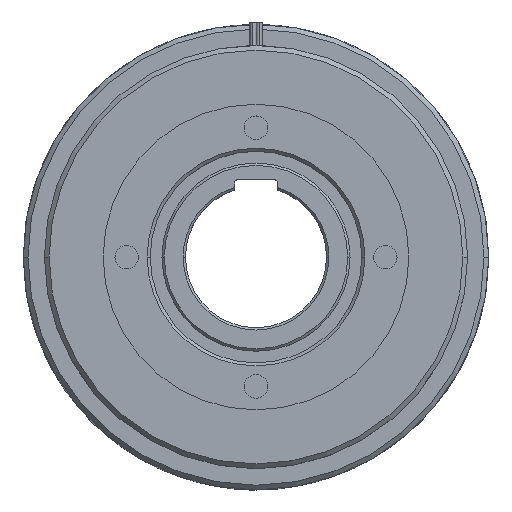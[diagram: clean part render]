
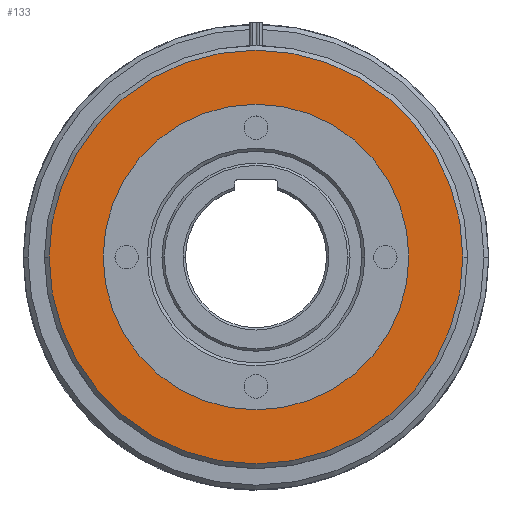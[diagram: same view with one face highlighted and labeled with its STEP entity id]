
A CAD part, top view. The second image highlights one B-rep face of the part: STEP entity #133.
In plain terms, the highlighted planar face has unit normal (0, 0, 1).
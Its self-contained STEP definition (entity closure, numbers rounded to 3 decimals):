
#43 = EDGE_CURVE ( 'NONE', #47, #48, #618, .T. ) ;
#46 = VERTEX_POINT ( 'NONE', #627 ) ;
#47 = VERTEX_POINT ( 'NONE', #646 ) ;
#48 = VERTEX_POINT ( 'NONE', #645 ) ;
#57 = EDGE_CURVE ( 'NONE', #46, #58, #630, .T. ) ;
#58 = VERTEX_POINT ( 'NONE', #648 ) ;
#133 = ADVANCED_FACE ( 'NONE', ( #807, #790 ), #824, .T. ) ;
#134 = EDGE_CURVE ( 'NONE', #58, #46, #802, .T. ) ;
#135 = ORIENTED_EDGE ( 'NONE', *, *, #57, .T. ) ;
#136 = ORIENTED_EDGE ( 'NONE', *, *, #43, .F. ) ;
#137 = ORIENTED_EDGE ( 'NONE', *, *, #138, .F. ) ;
#138 = EDGE_CURVE ( 'NONE', #48, #47, #799, .T. ) ;
#234 = EDGE_LOOP ( 'NONE', ( #136, #137 ) ) ;
#245 = ORIENTED_EDGE ( 'NONE', *, *, #134, .T. ) ;
#246 = EDGE_LOOP ( 'NONE', ( #245, #135 ) ) ;
#596 = DIRECTION ( 'NONE',  ( 1., 0., 0. ) ) ;
#605 = DIRECTION ( 'NONE',  ( 0., 0., 1. ) ) ;
#616 = CARTESIAN_POINT ( 'NONE',  ( 0., 0., 40. ) ) ;
#617 = AXIS2_PLACEMENT_3D ( 'NONE', #616, #605, #596 ) ;
#618 = CIRCLE ( 'NONE', #617, 65. ) ;
#627 = CARTESIAN_POINT ( 'NONE',  ( 88., 0., 40. ) ) ;
#630 = CIRCLE ( 'NONE', #652, 88. ) ;
#645 = CARTESIAN_POINT ( 'NONE',  ( -65., 0., 40. ) ) ;
#646 = CARTESIAN_POINT ( 'NONE',  ( 65., 0., 40. ) ) ;
#648 = CARTESIAN_POINT ( 'NONE',  ( -88., 0., 40. ) ) ;
#649 = DIRECTION ( 'NONE',  ( 1., 0., 0. ) ) ;
#650 = DIRECTION ( 'NONE',  ( 0., 0., 1. ) ) ;
#651 = CARTESIAN_POINT ( 'NONE',  ( 0., 0., 40. ) ) ;
#652 = AXIS2_PLACEMENT_3D ( 'NONE', #651, #650, #649 ) ;
#790 = FACE_BOUND ( 'NONE', #234, .T. ) ;
#791 = DIRECTION ( 'NONE',  ( 1., 0., 0. ) ) ;
#792 = DIRECTION ( 'NONE',  ( 0., 0., 1. ) ) ;
#793 = CARTESIAN_POINT ( 'NONE',  ( 0., 0., 40. ) ) ;
#794 = AXIS2_PLACEMENT_3D ( 'NONE', #793, #792, #791 ) ;
#795 = DIRECTION ( 'NONE',  ( 1., 0., 0. ) ) ;
#796 = DIRECTION ( 'NONE',  ( 0., 0., 1. ) ) ;
#798 = CARTESIAN_POINT ( 'NONE',  ( 0., 0., 40. ) ) ;
#799 = CIRCLE ( 'NONE', #794, 65. ) ;
#801 = AXIS2_PLACEMENT_3D ( 'NONE', #819, #796, #795 ) ;
#802 = CIRCLE ( 'NONE', #801, 88. ) ;
#807 = FACE_OUTER_BOUND ( 'NONE', #246, .T. ) ;
#808 = AXIS2_PLACEMENT_3D ( 'NONE', #798, #813, #827 ) ;
#813 = DIRECTION ( 'NONE',  ( 0., 0., 1. ) ) ;
#819 = CARTESIAN_POINT ( 'NONE',  ( 0., 0., 40. ) ) ;
#824 = PLANE ( 'NONE',  #808 ) ;
#827 = DIRECTION ( 'NONE',  ( 1., 0., 0. ) ) ;
